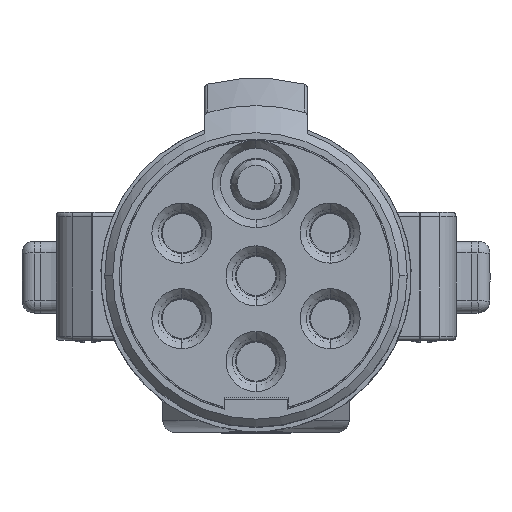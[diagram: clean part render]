
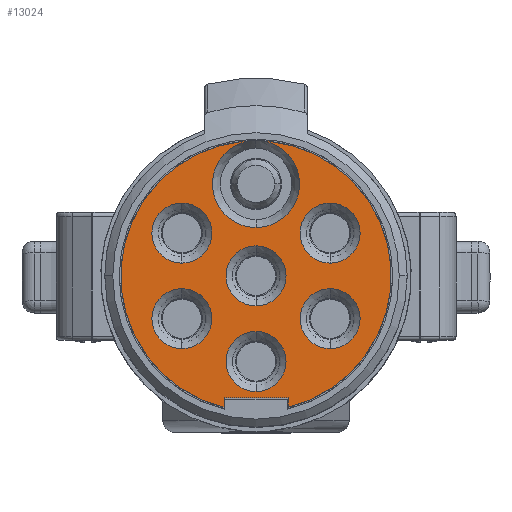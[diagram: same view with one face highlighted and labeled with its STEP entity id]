
A CAD part, top view. The second image highlights one B-rep face of the part: STEP entity #13024.
In plain terms, the highlighted planar face has unit normal (0, 0, 1).
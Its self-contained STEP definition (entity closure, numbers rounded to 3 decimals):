
#700=CARTESIAN_POINT('',(0.,0.,0.));
#701=DIRECTION('',(0.,0.,1.));
#702=DIRECTION('',(-0.106,0.994,0.));
#703=AXIS2_PLACEMENT_3D('',#700,#701,#702);
#728=CARTESIAN_POINT('',(0.,0.,0.));
#729=DIRECTION('',(0.,0.,1.));
#730=DIRECTION('',(0.237,-0.972,0.));
#731=AXIS2_PLACEMENT_3D('',#728,#729,#730);
#1467=DIRECTION('',(0.,1.,0.));
#1468=VECTOR('',#1467,1.22);
#1469=CARTESIAN_POINT('',(4.,-16.42,0.));
#1470=LINE('',#1469,#1468);
#1471=DIRECTION('',(-1.,0.,0.));
#1472=VECTOR('',#1471,8.);
#1473=CARTESIAN_POINT('',(4.,-15.2,0.));
#1474=LINE('',#1473,#1472);
#1475=DIRECTION('',(0.,-1.,0.));
#1476=VECTOR('',#1475,1.22);
#1477=CARTESIAN_POINT('',(-4.,-15.2,0.));
#1478=LINE('',#1477,#1476);
#1479=CARTESIAN_POINT('',(0.,0.,0.));
#1480=DIRECTION('',(0.,0.,-1.));
#1481=DIRECTION('',(-0.106,0.994,0.));
#1482=AXIS2_PLACEMENT_3D('',#1479,#1480,#1481);
#1484=CARTESIAN_POINT('',(0.,11.5,0.));
#1485=DIRECTION('',(0.,0.,-1.));
#1486=DIRECTION('',(0.,-1.,0.));
#1487=AXIS2_PLACEMENT_3D('',#1484,#1485,#1486);
#1489=CARTESIAN_POINT('',(0.,11.5,0.));
#1490=DIRECTION('',(0.,0.,-1.));
#1491=DIRECTION('',(0.164,0.986,0.));
#1492=AXIS2_PLACEMENT_3D('',#1489,#1490,#1491);
#1494=CARTESIAN_POINT('',(0.,0.,0.));
#1495=DIRECTION('',(0.,0.,-1.));
#1496=DIRECTION('',(0.053,0.999,0.));
#1497=AXIS2_PLACEMENT_3D('',#1494,#1495,#1496);
#1499=CARTESIAN_POINT('',(0.,-10.7,0.));
#1500=DIRECTION('',(0.,0.,-1.));
#1501=DIRECTION('',(0.,1.,0.));
#1502=AXIS2_PLACEMENT_3D('',#1499,#1500,#1501);
#1504=CARTESIAN_POINT('',(0.,-10.7,0.));
#1505=DIRECTION('',(0.,0.,-1.));
#1506=DIRECTION('',(0.,-1.,0.));
#1507=AXIS2_PLACEMENT_3D('',#1504,#1505,#1506);
#1509=CARTESIAN_POINT('',(-9.266,5.35,0.));
#1510=DIRECTION('',(0.,0.,-1.));
#1511=DIRECTION('',(0.,1.,0.));
#1512=AXIS2_PLACEMENT_3D('',#1509,#1510,#1511);
#1514=CARTESIAN_POINT('',(-9.266,5.35,0.));
#1515=DIRECTION('',(0.,0.,-1.));
#1516=DIRECTION('',(0.,-1.,0.));
#1517=AXIS2_PLACEMENT_3D('',#1514,#1515,#1516);
#1519=CARTESIAN_POINT('',(-9.266,-5.35,0.));
#1520=DIRECTION('',(0.,0.,-1.));
#1521=DIRECTION('',(0.,1.,0.));
#1522=AXIS2_PLACEMENT_3D('',#1519,#1520,#1521);
#1524=CARTESIAN_POINT('',(-9.266,-5.35,0.));
#1525=DIRECTION('',(0.,0.,-1.));
#1526=DIRECTION('',(0.,-1.,0.));
#1527=AXIS2_PLACEMENT_3D('',#1524,#1525,#1526);
#1529=CARTESIAN_POINT('',(0.,0.,0.));
#1530=DIRECTION('',(0.,0.,-1.));
#1531=DIRECTION('',(0.,1.,0.));
#1532=AXIS2_PLACEMENT_3D('',#1529,#1530,#1531);
#1534=CARTESIAN_POINT('',(0.,0.,0.));
#1535=DIRECTION('',(0.,0.,-1.));
#1536=DIRECTION('',(0.,-1.,0.));
#1537=AXIS2_PLACEMENT_3D('',#1534,#1535,#1536);
#1539=CARTESIAN_POINT('',(9.266,-5.35,0.));
#1540=DIRECTION('',(0.,0.,-1.));
#1541=DIRECTION('',(0.,1.,0.));
#1542=AXIS2_PLACEMENT_3D('',#1539,#1540,#1541);
#1544=CARTESIAN_POINT('',(9.266,-5.35,0.));
#1545=DIRECTION('',(0.,0.,-1.));
#1546=DIRECTION('',(0.,-1.,0.));
#1547=AXIS2_PLACEMENT_3D('',#1544,#1545,#1546);
#1549=CARTESIAN_POINT('',(9.266,5.35,0.));
#1550=DIRECTION('',(0.,0.,-1.));
#1551=DIRECTION('',(0.,1.,0.));
#1552=AXIS2_PLACEMENT_3D('',#1549,#1550,#1551);
#1554=CARTESIAN_POINT('',(9.266,5.35,0.));
#1555=DIRECTION('',(0.,0.,-1.));
#1556=DIRECTION('',(0.,-1.,0.));
#1557=AXIS2_PLACEMENT_3D('',#1554,#1555,#1556);
#10000=CARTESIAN_POINT('',(0.,-6.95,0.));
#10001=CARTESIAN_POINT('',(0.,-14.45,0.));
#10002=VERTEX_POINT('',#10000);
#10003=VERTEX_POINT('',#10001);
#10016=CARTESIAN_POINT('',(-9.266,9.1,0.));
#10017=CARTESIAN_POINT('',(-9.266,1.6,0.));
#10018=VERTEX_POINT('',#10016);
#10019=VERTEX_POINT('',#10017);
#10032=CARTESIAN_POINT('',(-9.266,-1.6,0.));
#10033=CARTESIAN_POINT('',(-9.266,-9.1,0.));
#10034=VERTEX_POINT('',#10032);
#10035=VERTEX_POINT('',#10033);
#10060=CARTESIAN_POINT('',(9.266,-1.6,0.));
#10061=CARTESIAN_POINT('',(9.266,-9.1,0.));
#10062=VERTEX_POINT('',#10060);
#10063=VERTEX_POINT('',#10061);
#10076=CARTESIAN_POINT('',(9.266,9.1,0.));
#10077=CARTESIAN_POINT('',(9.266,1.6,0.));
#10078=VERTEX_POINT('',#10076);
#10079=VERTEX_POINT('',#10077);
#10084=CARTESIAN_POINT('',(0.,6.05,0.));
#10085=VERTEX_POINT('',#10084);
#10086=CARTESIAN_POINT('',(0.,3.75,0.));
#10087=CARTESIAN_POINT('',(0.,-3.75,0.));
#10088=VERTEX_POINT('',#10086);
#10089=VERTEX_POINT('',#10087);
#10110=CARTESIAN_POINT('',(-1.796,16.804,
0.));
#10111=CARTESIAN_POINT('',(-0.893,16.876,
0.));
#10112=VERTEX_POINT('',#10110);
#10113=VERTEX_POINT('',#10111);
#10114=CARTESIAN_POINT('',(0.893,16.876,
0.));
#10115=CARTESIAN_POINT('',(1.796,16.804,
0.));
#10116=VERTEX_POINT('',#10114);
#10117=VERTEX_POINT('',#10115);
#10147=CARTESIAN_POINT('',(4.,-16.42,0.));
#10148=CARTESIAN_POINT('',(4.,-15.2,0.));
#10149=VERTEX_POINT('',#10147);
#10150=VERTEX_POINT('',#10148);
#10151=CARTESIAN_POINT('',(-4.,-15.2,0.));
#10152=VERTEX_POINT('',#10151);
#10153=CARTESIAN_POINT('',(-4.,-16.42,0.));
#10154=VERTEX_POINT('',#10153);
#12967=CARTESIAN_POINT('',(0.,0.,0.));
#12968=DIRECTION('',(0.,0.,1.));
#12969=DIRECTION('',(1.,0.,0.));
#12970=AXIS2_PLACEMENT_3D('',#12967,#12968,#12969);
#12971=PLANE('',#12970);
#12973=ORIENTED_EDGE('',*,*,#12972,.T.);
#12975=ORIENTED_EDGE('',*,*,#12974,.T.);
#12977=ORIENTED_EDGE('',*,*,#12976,.T.);
#12978=ORIENTED_EDGE('',*,*,#11966,.F.);
#12979=ORIENTED_EDGE('',*,*,#12961,.T.);
#12981=ORIENTED_EDGE('',*,*,#12980,.F.);
#12983=ORIENTED_EDGE('',*,*,#12982,.F.);
#12984=ORIENTED_EDGE('',*,*,#12955,.T.);
#12985=ORIENTED_EDGE('',*,*,#11975,.F.);
#12986=EDGE_LOOP('',(#12973,#12975,#12977,#12978,#12979,#12981,#12983,#12984,
#12985));
#12987=FACE_OUTER_BOUND('',#12986,.F.);
#12989=ORIENTED_EDGE('',*,*,#12988,.F.);
#12991=ORIENTED_EDGE('',*,*,#12990,.F.);
#12992=EDGE_LOOP('',(#12989,#12991));
#12993=FACE_BOUND('',#12992,.F.);
#12995=ORIENTED_EDGE('',*,*,#12994,.F.);
#12997=ORIENTED_EDGE('',*,*,#12996,.F.);
#12998=EDGE_LOOP('',(#12995,#12997));
#12999=FACE_BOUND('',#12998,.F.);
#13001=ORIENTED_EDGE('',*,*,#13000,.F.);
#13003=ORIENTED_EDGE('',*,*,#13002,.F.);
#13004=EDGE_LOOP('',(#13001,#13003));
#13005=FACE_BOUND('',#13004,.F.);
#13007=ORIENTED_EDGE('',*,*,#13006,.F.);
#13009=ORIENTED_EDGE('',*,*,#13008,.F.);
#13010=EDGE_LOOP('',(#13007,#13009));
#13011=FACE_BOUND('',#13010,.F.);
#13013=ORIENTED_EDGE('',*,*,#13012,.F.);
#13015=ORIENTED_EDGE('',*,*,#13014,.F.);
#13016=EDGE_LOOP('',(#13013,#13015));
#13017=FACE_BOUND('',#13016,.F.);
#13019=ORIENTED_EDGE('',*,*,#13018,.F.);
#13021=ORIENTED_EDGE('',*,*,#13020,.F.);
#13022=EDGE_LOOP('',(#13019,#13021));
#13023=FACE_BOUND('',#13022,.F.);
#13024=ADVANCED_FACE('',(#12987,#12993,#12999,#13005,#13011,#13017,#13023),
#12971,.T.);
#704=CIRCLE('',#703,16.9);
#732=CIRCLE('',#731,16.9);
#1483=CIRCLE('',#1482,16.9);
#1488=CIRCLE('',#1487,5.45);
#1493=CIRCLE('',#1492,5.45);
#1498=CIRCLE('',#1497,16.9);
#1503=CIRCLE('',#1502,3.75);
#1508=CIRCLE('',#1507,3.75);
#1513=CIRCLE('',#1512,3.75);
#1518=CIRCLE('',#1517,3.75);
#1523=CIRCLE('',#1522,3.75);
#1528=CIRCLE('',#1527,3.75);
#1533=CIRCLE('',#1532,3.75);
#1538=CIRCLE('',#1537,3.75);
#1543=CIRCLE('',#1542,3.75);
#1548=CIRCLE('',#1547,3.75);
#1553=CIRCLE('',#1552,3.75);
#1558=CIRCLE('',#1557,3.75);
#11966=EDGE_CURVE('',#10112,#10154,#704,.T.);
#11975=EDGE_CURVE('',#10149,#10117,#732,.T.);
#12955=EDGE_CURVE('',#10116,#10117,#1498,.T.);
#12961=EDGE_CURVE('',#10112,#10113,#1483,.T.);
#12972=EDGE_CURVE('',#10149,#10150,#1470,.T.);
#12974=EDGE_CURVE('',#10150,#10152,#1474,.T.);
#12976=EDGE_CURVE('',#10152,#10154,#1478,.T.);
#12980=EDGE_CURVE('',#10085,#10113,#1488,.T.);
#12982=EDGE_CURVE('',#10116,#10085,#1493,.T.);
#12988=EDGE_CURVE('',#10002,#10003,#1503,.T.);
#12990=EDGE_CURVE('',#10003,#10002,#1508,.T.);
#12994=EDGE_CURVE('',#10018,#10019,#1513,.T.);
#12996=EDGE_CURVE('',#10019,#10018,#1518,.T.);
#13000=EDGE_CURVE('',#10034,#10035,#1523,.T.);
#13002=EDGE_CURVE('',#10035,#10034,#1528,.T.);
#13006=EDGE_CURVE('',#10088,#10089,#1533,.T.);
#13008=EDGE_CURVE('',#10089,#10088,#1538,.T.);
#13012=EDGE_CURVE('',#10062,#10063,#1543,.T.);
#13014=EDGE_CURVE('',#10063,#10062,#1548,.T.);
#13018=EDGE_CURVE('',#10078,#10079,#1553,.T.);
#13020=EDGE_CURVE('',#10079,#10078,#1558,.T.);
